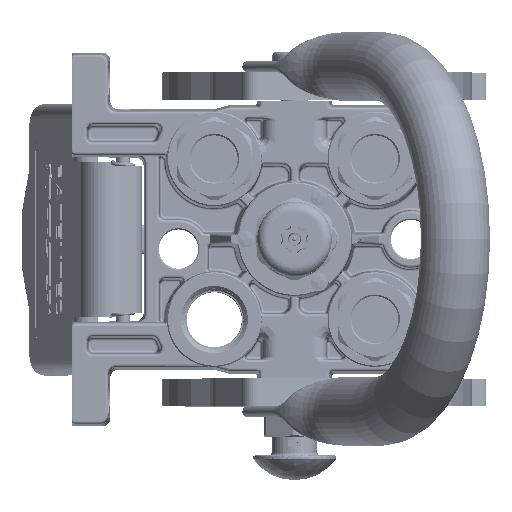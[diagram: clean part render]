
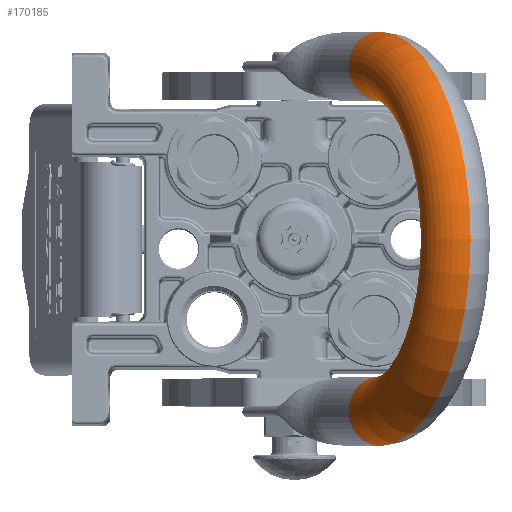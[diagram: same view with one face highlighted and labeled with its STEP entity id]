
A CAD part, top view. The second image highlights one B-rep face of the part: STEP entity #170185.
In plain terms, the highlighted toroidal (fillet/blend) face has major radius 62.25 mm and minor radius 12.5 mm.
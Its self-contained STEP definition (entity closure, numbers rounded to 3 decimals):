
#6061 = DIRECTION ( 'NONE',  ( 1., 0., 0. ) ) ;
#7016 = TOROIDAL_SURFACE ( 'NONE', #151924, 62.25, 12.5 ) ;
#14906 = DIRECTION ( 'NONE',  ( 0., 0., 1. ) ) ;
#23917 = EDGE_CURVE ( 'NONE', #180451, #44315, #54460, .T. ) ;
#26294 = CARTESIAN_POINT ( 'NONE',  ( 0., 0., 25.25 ) ) ;
#44315 = VERTEX_POINT ( 'NONE', #83846 ) ;
#45989 = CIRCLE ( 'NONE', #160461, 12.5 ) ;
#54460 = CIRCLE ( 'NONE', #147182, 12.5 ) ;
#54785 = DIRECTION ( 'NONE',  ( 0., 1., 0. ) ) ;
#57248 = DIRECTION ( 'NONE',  ( 1., 0., 0. ) ) ;
#57633 = DIRECTION ( 'NONE',  ( -1., 0., 0. ) ) ;
#59489 = CIRCLE ( 'NONE', #201399, 49.75 ) ;
#59989 = DIRECTION ( 'NONE',  ( 0., 0., -1. ) ) ;
#62095 = ORIENTED_EDGE ( 'NONE', *, *, #23917, .F. ) ;
#63474 = CARTESIAN_POINT ( 'NONE',  ( 0., 0., 25.25 ) ) ;
#64985 = DIRECTION ( 'NONE',  ( -1., 0., 0. ) ) ;
#65530 = DIRECTION ( 'NONE',  ( -1., 0., 0. ) ) ;
#83846 = CARTESIAN_POINT ( 'NONE',  ( 49.75, 0., 25.25 ) ) ;
#85449 = CARTESIAN_POINT ( 'NONE',  ( 0., 0., 25.25 ) ) ;
#87169 = CARTESIAN_POINT ( 'NONE',  ( -74.75, 0., 25.25 ) ) ;
#88784 = EDGE_CURVE ( 'NONE', #175179, #180451, #101504, .T. ) ;
#89022 = CARTESIAN_POINT ( 'NONE',  ( -49.75, 0., 25.25 ) ) ;
#101504 = CIRCLE ( 'NONE', #186567, 74.75 ) ;
#102258 = EDGE_LOOP ( 'NONE', ( #203516, #62095, #172190, #115463 ) ) ;
#113930 = CARTESIAN_POINT ( 'NONE',  ( 74.75, 0., 25.25 ) ) ;
#115463 = ORIENTED_EDGE ( 'NONE', *, *, #175023, .T. ) ;
#123797 = VERTEX_POINT ( 'NONE', #89022 ) ;
#138607 = CARTESIAN_POINT ( 'NONE',  ( 62.25, 0., 25.25 ) ) ;
#139049 = FACE_OUTER_BOUND ( 'NONE', #102258, .T. ) ;
#144739 = DIRECTION ( 'NONE',  ( 0., 1., 0. ) ) ;
#147182 = AXIS2_PLACEMENT_3D ( 'NONE', #138607, #59989, #57248 ) ;
#151924 = AXIS2_PLACEMENT_3D ( 'NONE', #85449, #54785, #6061 ) ;
#155553 = DIRECTION ( 'NONE',  ( 0., 1., 0. ) ) ;
#160461 = AXIS2_PLACEMENT_3D ( 'NONE', #191541, #14906, #64985 ) ;
#170185 = ADVANCED_FACE ( 'NONE', ( #139049 ), #7016, .T. ) ;
#172190 = ORIENTED_EDGE ( 'NONE', *, *, #88784, .F. ) ;
#175023 = EDGE_CURVE ( 'NONE', #175179, #123797, #45989, .T. ) ;
#175179 = VERTEX_POINT ( 'NONE', #87169 ) ;
#180451 = VERTEX_POINT ( 'NONE', #113930 ) ;
#186567 = AXIS2_PLACEMENT_3D ( 'NONE', #63474, #144739, #65530 ) ;
#191541 = CARTESIAN_POINT ( 'NONE',  ( -62.25, 0., 25.25 ) ) ;
#194475 = EDGE_CURVE ( 'NONE', #123797, #44315, #59489, .T. ) ;
#201399 = AXIS2_PLACEMENT_3D ( 'NONE', #26294, #155553, #57633 ) ;
#203516 = ORIENTED_EDGE ( 'NONE', *, *, #194475, .T. ) ;
